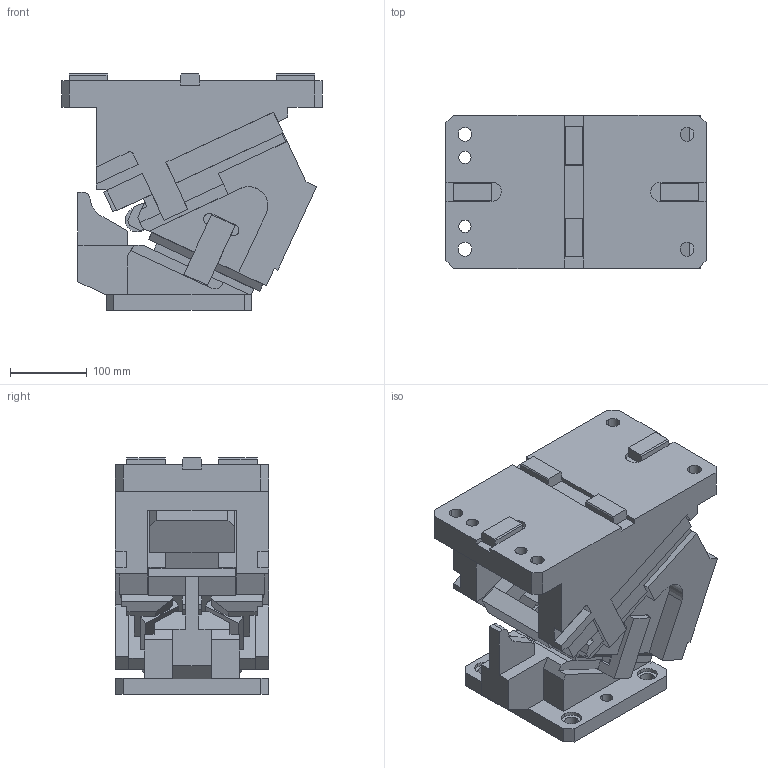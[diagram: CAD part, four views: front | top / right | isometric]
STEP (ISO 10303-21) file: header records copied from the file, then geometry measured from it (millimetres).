
FILE_DESCRIPTION(('CATIA V5 STEP Exchange'),'2;1');
FILE_NAME('CACN_200_25.stp','2015-04-27T15:51:37+00:00',('none'),('none'),'CATIA Version 5 Release 19 SP 2 (IN-10)','CATIA V5 STEP AP203','none');
FILE_SCHEMA(('CONFIG_CONTROL_DESIGN'));
Length unit declared in the file: millimetre
Products named in the file (1): CACN_200_25
Bounding box: 340 x 200 x 309 mm (x, y, z)
Volume: 12062035.9 mm3; surface area: 765400.5 mm2
Topology: 3 solids, 7 shells, 438 faces, 1252 edges, 836 vertices
Faces by surface type: plane 348, cylinder 86, cone 4
Entity records: 14078 total; most frequent: CARTESIAN_POINT 2923, ORIENTED_EDGE 2496, DIRECTION 1932, EDGE_CURVE 1248, VECTOR 1063, LINE 1063, VERTEX_POINT 836, AXIS2_PLACEMENT_3D 510
